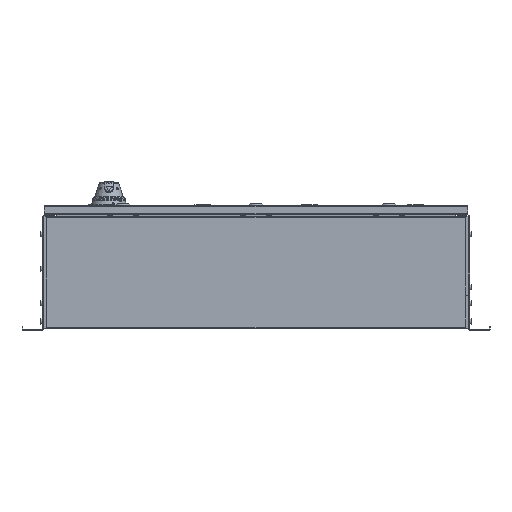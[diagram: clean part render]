
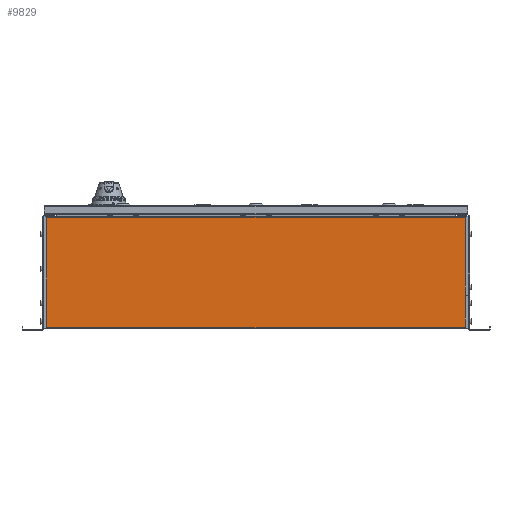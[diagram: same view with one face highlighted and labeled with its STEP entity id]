
A CAD part, left-side view. The second image highlights one B-rep face of the part: STEP entity #9829.
In plain terms, the highlighted planar face has unit normal (-1, 0, 0).
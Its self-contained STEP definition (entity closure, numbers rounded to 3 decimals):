
#4358=DIRECTION('',(0.,1.,0.));
#4359=VECTOR('',#4358,797.);
#4360=CARTESIAN_POINT('',(-200.,-498.5,-104.5));
#4361=LINE('',#4360,#4359);
#4546=DIRECTION('',(0.,-1.,0.));
#4547=VECTOR('',#4546,797.);
#4548=CARTESIAN_POINT('',(-200.,298.5,104.5));
#4549=LINE('',#4548,#4547);
#4666=DIRECTION('',(0.,0.,-1.));
#4667=VECTOR('',#4666,209.);
#4668=CARTESIAN_POINT('',(-200.,298.5,104.5));
#4669=LINE('',#4668,#4667);
#4670=DIRECTION('',(0.,0.,1.));
#4671=VECTOR('',#4670,209.);
#4672=CARTESIAN_POINT('',(-200.,-498.5,-104.5));
#4673=LINE('',#4672,#4671);
#8214=CARTESIAN_POINT('',(-200.,-498.5,104.5));
#8215=VERTEX_POINT('',#8214);
#8216=CARTESIAN_POINT('',(-200.,-498.5,-104.5));
#8217=VERTEX_POINT('',#8216);
#8218=CARTESIAN_POINT('',(-200.,298.5,-104.5));
#8219=VERTEX_POINT('',#8218);
#8220=CARTESIAN_POINT('',(-200.,298.5,104.5));
#8221=VERTEX_POINT('',#8220);
#9818=CARTESIAN_POINT('',(-200.,-100.,0.));
#9819=DIRECTION('',(1.,0.,0.));
#9820=DIRECTION('',(0.,-1.,0.));
#9821=AXIS2_PLACEMENT_3D('',#9818,#9819,#9820);
#9822=PLANE('',#9821);
#9823=ORIENTED_EDGE('',*,*,#9470,.T.);
#9824=ORIENTED_EDGE('',*,*,#9491,.F.);
#9825=ORIENTED_EDGE('',*,*,#9673,.T.);
#9826=ORIENTED_EDGE('',*,*,#9306,.F.);
#9827=EDGE_LOOP('',(#9823,#9824,#9825,#9826));
#9828=FACE_OUTER_BOUND('',#9827,.F.);
#9829=ADVANCED_FACE('',(#9828),#9822,.F.);
#9306=EDGE_CURVE('',#8217,#8215,#4673,.T.);
#9470=EDGE_CURVE('',#8217,#8219,#4361,.T.);
#9491=EDGE_CURVE('',#8221,#8219,#4669,.T.);
#9673=EDGE_CURVE('',#8221,#8215,#4549,.T.);
